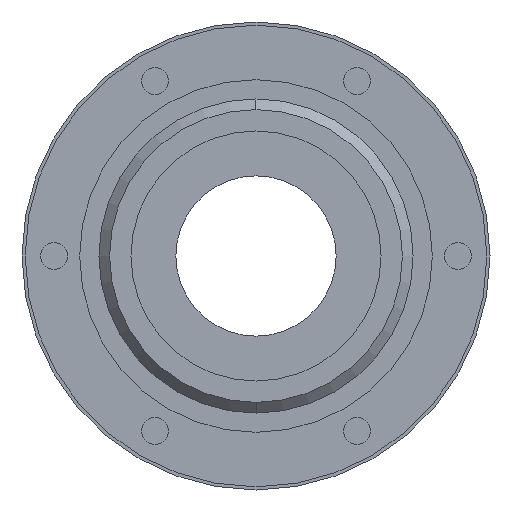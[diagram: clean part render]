
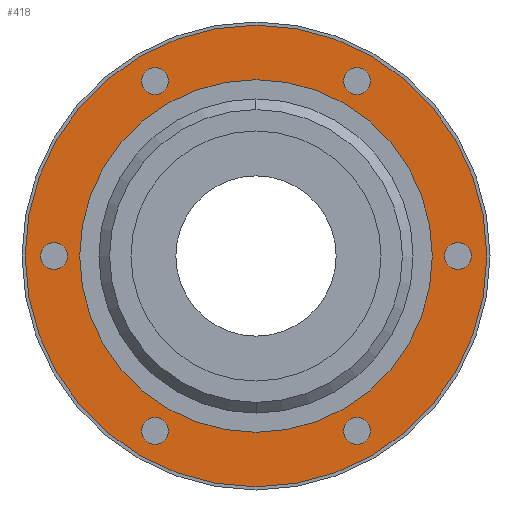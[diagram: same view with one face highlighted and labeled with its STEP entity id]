
A CAD part, left-side view. The second image highlights one B-rep face of the part: STEP entity #418.
In plain terms, the highlighted planar face has unit normal (-1, 0, 0).
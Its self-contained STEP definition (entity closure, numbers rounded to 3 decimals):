
#418=ADVANCED_FACE('',(#855,#856,#857,#858,#859,#860,#861,#862),#863,.T.);
#855=FACE_BOUND('',#1333,.T.);
#856=FACE_BOUND('',#1334,.T.);
#857=FACE_BOUND('',#1335,.T.);
#858=FACE_BOUND('',#1336,.T.);
#859=FACE_BOUND('',#1337,.T.);
#860=FACE_BOUND('',#1338,.T.);
#861=FACE_OUTER_BOUND('',#1339,.T.);
#862=FACE_BOUND('',#1340,.T.);
#863=PLANE('',#1341);
#1333=EDGE_LOOP('',(#2446,#2447));
#1334=EDGE_LOOP('',(#2448,#2449));
#1335=EDGE_LOOP('',(#2450,#2451));
#1336=EDGE_LOOP('',(#2452,#2453));
#1337=EDGE_LOOP('',(#2454,#2455));
#1338=EDGE_LOOP('',(#2456,#2457));
#1339=EDGE_LOOP('',(#2458,#2459));
#1340=EDGE_LOOP('',(#2460,#2461));
#1341=AXIS2_PLACEMENT_3D('',#2462,#2463,#2464);
#2446=ORIENTED_EDGE('',*,*,#2728,.T.);
#2447=ORIENTED_EDGE('',*,*,#3034,.T.);
#2448=ORIENTED_EDGE('',*,*,#2723,.T.);
#2449=ORIENTED_EDGE('',*,*,#3038,.T.);
#2450=ORIENTED_EDGE('',*,*,#2718,.T.);
#2451=ORIENTED_EDGE('',*,*,#3042,.T.);
#2452=ORIENTED_EDGE('',*,*,#2713,.T.);
#2453=ORIENTED_EDGE('',*,*,#3046,.T.);
#2454=ORIENTED_EDGE('',*,*,#2708,.T.);
#2455=ORIENTED_EDGE('',*,*,#3050,.T.);
#2456=ORIENTED_EDGE('',*,*,#2703,.T.);
#2457=ORIENTED_EDGE('',*,*,#3054,.T.);
#2458=ORIENTED_EDGE('',*,*,#2677,.F.);
#2459=ORIENTED_EDGE('',*,*,#3071,.F.);
#2460=ORIENTED_EDGE('',*,*,#2684,.T.);
#2461=ORIENTED_EDGE('',*,*,#3069,.T.);
#2462=CARTESIAN_POINT('',(11.0,0.0,-31.75));
#2463=DIRECTION('',(-1.0,0.0,0.0));
#2464=DIRECTION('',(0.0,0.0,1.0));
#2677=EDGE_CURVE('',#3168,#3171,#3172,.T.);
#2684=EDGE_CURVE('',#3178,#3182,#3184,.T.);
#2703=EDGE_CURVE('',#3211,#3215,#3217,.T.);
#2708=EDGE_CURVE('',#3220,#3224,#3226,.T.);
#2713=EDGE_CURVE('',#3229,#3233,#3235,.T.);
#2718=EDGE_CURVE('',#3238,#3242,#3244,.T.);
#2723=EDGE_CURVE('',#3247,#3251,#3253,.T.);
#2728=EDGE_CURVE('',#3256,#3260,#3262,.T.);
#3034=EDGE_CURVE('',#3260,#3256,#3708,.T.);
#3038=EDGE_CURVE('',#3251,#3247,#3712,.T.);
#3042=EDGE_CURVE('',#3242,#3238,#3716,.T.);
#3046=EDGE_CURVE('',#3233,#3229,#3720,.T.);
#3050=EDGE_CURVE('',#3224,#3220,#3724,.T.);
#3054=EDGE_CURVE('',#3215,#3211,#3728,.T.);
#3069=EDGE_CURVE('',#3182,#3178,#3743,.T.);
#3071=EDGE_CURVE('',#3171,#3168,#3745,.T.);
#3168=VERTEX_POINT('',#3856);
#3171=VERTEX_POINT('',#3860);
#3172=CIRCLE('',#3861,36.0);
#3178=VERTEX_POINT('',#3868);
#3182=VERTEX_POINT('',#3873);
#3184=CIRCLE('',#3876,27.5);
#3211=VERTEX_POINT('',#3909);
#3215=VERTEX_POINT('',#3914);
#3217=CIRCLE('',#3917,2.1);
#3220=VERTEX_POINT('',#3920);
#3224=VERTEX_POINT('',#3925);
#3226=CIRCLE('',#3928,2.1);
#3229=VERTEX_POINT('',#3931);
#3233=VERTEX_POINT('',#3936);
#3235=CIRCLE('',#3939,2.1);
#3238=VERTEX_POINT('',#3942);
#3242=VERTEX_POINT('',#3947);
#3244=CIRCLE('',#3950,2.1);
#3247=VERTEX_POINT('',#3953);
#3251=VERTEX_POINT('',#3958);
#3253=CIRCLE('',#3961,2.1);
#3256=VERTEX_POINT('',#3964);
#3260=VERTEX_POINT('',#3969);
#3262=CIRCLE('',#3972,2.1);
#3708=CIRCLE('',#4554,2.1);
#3712=CIRCLE('',#4558,2.1);
#3716=CIRCLE('',#4562,2.1);
#3720=CIRCLE('',#4566,2.1);
#3724=CIRCLE('',#4570,2.1);
#3728=CIRCLE('',#4574,2.1);
#3743=CIRCLE('',#4589,27.5);
#3745=CIRCLE('',#4591,36.0);
#3856=CARTESIAN_POINT('',(11.0,0.0,-36.0));
#3860=CARTESIAN_POINT('',(11.0,0.,36.0));
#3861=AXIS2_PLACEMENT_3D('',#4684,#4685,#4686);
#3868=CARTESIAN_POINT('',(11.0,0.0,-27.5));
#3873=CARTESIAN_POINT('',(11.0,0.,27.5));
#3876=AXIS2_PLACEMENT_3D('',#4696,#4697,#4698);
#3909=CARTESIAN_POINT('',(11.0,-15.75,25.18));
#3914=CARTESIAN_POINT('',(11.0,-15.75,29.38));
#3917=AXIS2_PLACEMENT_3D('',#4725,#4726,#4727);
#3920=CARTESIAN_POINT('',(11.0,15.75,25.18));
#3925=CARTESIAN_POINT('',(11.0,15.75,29.38));
#3928=AXIS2_PLACEMENT_3D('',#4733,#4734,#4735);
#3931=CARTESIAN_POINT('',(11.0,31.5,-2.1));
#3936=CARTESIAN_POINT('',(11.0,31.5,2.1));
#3939=AXIS2_PLACEMENT_3D('',#4741,#4742,#4743);
#3942=CARTESIAN_POINT('',(11.0,15.75,-29.38));
#3947=CARTESIAN_POINT('',(11.0,15.75,-25.18));
#3950=AXIS2_PLACEMENT_3D('',#4749,#4750,#4751);
#3953=CARTESIAN_POINT('',(11.0,-15.75,-29.38));
#3958=CARTESIAN_POINT('',(11.0,-15.75,-25.18));
#3961=AXIS2_PLACEMENT_3D('',#4757,#4758,#4759);
#3964=CARTESIAN_POINT('',(11.0,-31.5,-2.1));
#3969=CARTESIAN_POINT('',(11.0,-31.5,2.1));
#3972=AXIS2_PLACEMENT_3D('',#4765,#4766,#4767);
#4554=AXIS2_PLACEMENT_3D('',#5144,#5145,#5146);
#4558=AXIS2_PLACEMENT_3D('',#5150,#5151,#5152);
#4562=AXIS2_PLACEMENT_3D('',#5156,#5157,#5158);
#4566=AXIS2_PLACEMENT_3D('',#5162,#5163,#5164);
#4570=AXIS2_PLACEMENT_3D('',#5168,#5169,#5170);
#4574=AXIS2_PLACEMENT_3D('',#5174,#5175,#5176);
#4589=AXIS2_PLACEMENT_3D('',#5198,#5199,#5200);
#4591=AXIS2_PLACEMENT_3D('',#5201,#5202,#5203);
#4684=CARTESIAN_POINT('',(11.0,0.0,0.0));
#4685=DIRECTION('',(1.0,0.0,0.0));
#4686=DIRECTION('',(0.0,0.0,-1.0));
#4696=CARTESIAN_POINT('',(11.0,0.0,0.0));
#4697=DIRECTION('',(1.0,0.0,0.0));
#4698=DIRECTION('',(0.0,0.0,-1.0));
#4725=CARTESIAN_POINT('',(11.0,-15.75,27.28));
#4726=DIRECTION('',(1.0,-0.0,0.0));
#4727=DIRECTION('',(0.0,0.0,-1.0));
#4733=CARTESIAN_POINT('',(11.0,15.75,27.28));
#4734=DIRECTION('',(1.0,-0.0,0.0));
#4735=DIRECTION('',(0.0,0.0,-1.0));
#4741=CARTESIAN_POINT('',(11.0,31.5,0.0));
#4742=DIRECTION('',(1.0,-0.0,0.0));
#4743=DIRECTION('',(0.0,0.0,-1.0));
#4749=CARTESIAN_POINT('',(11.0,15.75,-27.28));
#4750=DIRECTION('',(1.0,-0.0,0.0));
#4751=DIRECTION('',(0.0,0.0,-1.0));
#4757=CARTESIAN_POINT('',(11.0,-15.75,-27.28));
#4758=DIRECTION('',(1.0,-0.0,0.0));
#4759=DIRECTION('',(0.0,0.0,-1.0));
#4765=CARTESIAN_POINT('',(11.0,-31.5,0.0));
#4766=DIRECTION('',(1.0,-0.0,0.0));
#4767=DIRECTION('',(0.0,0.0,-1.0));
#5144=CARTESIAN_POINT('',(11.0,-31.5,0.0));
#5145=DIRECTION('',(1.0,-0.0,0.0));
#5146=DIRECTION('',(0.0,0.0,-1.0));
#5150=CARTESIAN_POINT('',(11.0,-15.75,-27.28));
#5151=DIRECTION('',(1.0,-0.0,0.0));
#5152=DIRECTION('',(0.0,0.0,-1.0));
#5156=CARTESIAN_POINT('',(11.0,15.75,-27.28));
#5157=DIRECTION('',(1.0,-0.0,0.0));
#5158=DIRECTION('',(0.0,0.0,-1.0));
#5162=CARTESIAN_POINT('',(11.0,31.5,0.0));
#5163=DIRECTION('',(1.0,-0.0,0.0));
#5164=DIRECTION('',(0.0,0.0,-1.0));
#5168=CARTESIAN_POINT('',(11.0,15.75,27.28));
#5169=DIRECTION('',(1.0,-0.0,0.0));
#5170=DIRECTION('',(0.0,0.0,-1.0));
#5174=CARTESIAN_POINT('',(11.0,-15.75,27.28));
#5175=DIRECTION('',(1.0,-0.0,0.0));
#5176=DIRECTION('',(0.0,0.0,-1.0));
#5198=CARTESIAN_POINT('',(11.0,0.0,0.0));
#5199=DIRECTION('',(1.0,0.0,0.0));
#5200=DIRECTION('',(0.0,0.0,-1.0));
#5201=CARTESIAN_POINT('',(11.0,0.0,0.0));
#5202=DIRECTION('',(1.0,0.0,0.0));
#5203=DIRECTION('',(0.0,0.0,-1.0));
